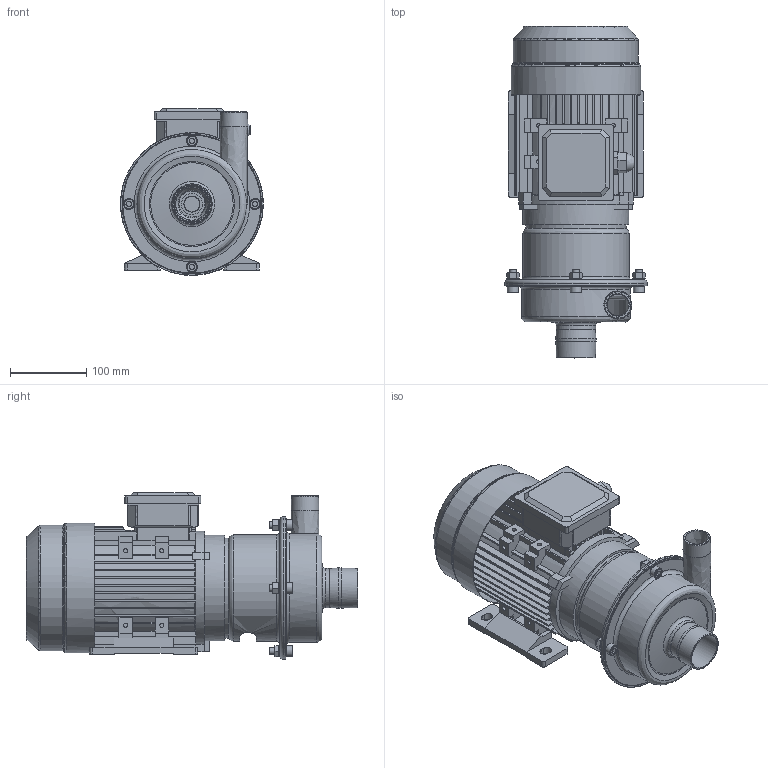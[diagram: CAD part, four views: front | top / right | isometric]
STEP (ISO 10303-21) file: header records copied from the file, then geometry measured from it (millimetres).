
FILE_DESCRIPTION(('FreeCAD Model'),'2;1');
FILE_NAME('Open CASCADE Shape Model','2025-05-09T20:32:49',('FreeCAD'),( 'FreeCAD'),'Open CASCADE STEP processor 7.6','FreeCAD','Unknown');
FILE_SCHEMA(('AUTOMOTIVE_DESIGN { 1 0 10303 214 1 1 1 1 }'));
Products named in the file (1): Open CASCADE STEP translator 7.6 1
Bounding box: 186.66 x 434.25 x 218.16 mm (x, y, z)
Volume: 2624084.8 mm3; surface area: 874195.8 mm2
Topology: 27 solids, 27 shells, 1397 faces, 3741 edges, 2406 vertices
Faces by surface type: bspline 1397
Entity records: 44503 total; most frequent: CARTESIAN_POINT 22497, ORIENTED_EDGE 7482, EDGE_CURVE 3741, B_SPLINE_CURVE_WITH_KNOTS 2557, VERTEX_POINT 2406, FACE_BOUND 1701, EDGE_LOOP 1701, ADVANCED_FACE 1397
